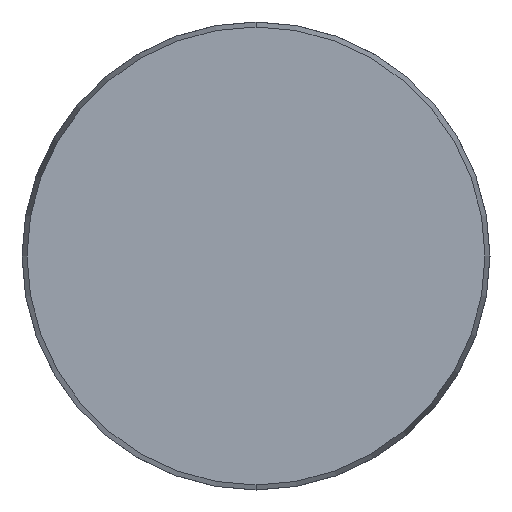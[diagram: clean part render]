
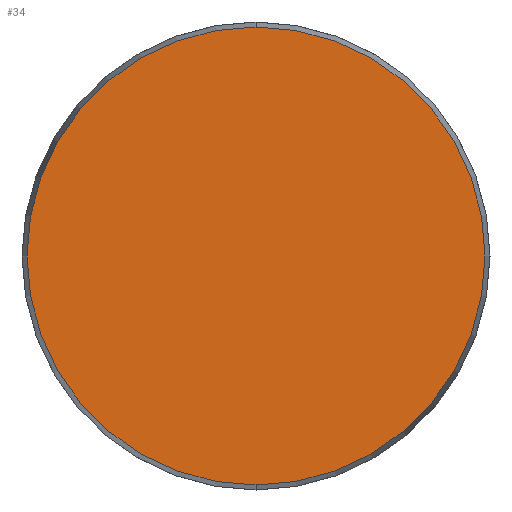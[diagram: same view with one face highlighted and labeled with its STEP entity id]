
A CAD part, front view. The second image highlights one B-rep face of the part: STEP entity #34.
In plain terms, the highlighted planar face has unit normal (0, -1, 0).
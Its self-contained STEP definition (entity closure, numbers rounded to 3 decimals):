
#21 = AXIS2_PLACEMENT_3D ( 'NONE', #530, #588, #451 ) ;
#25 = EDGE_CURVE ( 'NONE', #673, #678, #469, .T. ) ;
#28 = CARTESIAN_POINT ( 'NONE',  ( 0., 0., 0. ) ) ;
#34 = ADVANCED_FACE ( 'NONE', ( #423 ), #604, .F. ) ;
#55 = CARTESIAN_POINT ( 'NONE',  ( 0., 0., -39.143 ) ) ;
#279 = EDGE_CURVE ( 'NONE', #678, #673, #644, .T. ) ;
#280 = DIRECTION ( 'NONE',  ( 0., 1., 0. ) ) ;
#331 = ORIENTED_EDGE ( 'NONE', *, *, #279, .T. ) ;
#357 = DIRECTION ( 'NONE',  ( 0., -1., 0. ) ) ;
#359 = CARTESIAN_POINT ( 'NONE',  ( 0., 0., 39.143 ) ) ;
#414 = DIRECTION ( 'NONE',  ( 0., 0., -1. ) ) ;
#423 = FACE_OUTER_BOUND ( 'NONE', #815, .T. ) ;
#427 = DIRECTION ( 'NONE',  ( 0., 0., 1. ) ) ;
#451 = DIRECTION ( 'NONE',  ( 0., 0., -1. ) ) ;
#469 = CIRCLE ( 'NONE', #524, 39.143 ) ;
#524 = AXIS2_PLACEMENT_3D ( 'NONE', #28, #357, #414 ) ;
#530 = CARTESIAN_POINT ( 'NONE',  ( 0., 0., 0. ) ) ;
#588 = DIRECTION ( 'NONE',  ( 0., -1., 0. ) ) ;
#604 = PLANE ( 'NONE',  #833 ) ;
#644 = CIRCLE ( 'NONE', #21, 39.143 ) ;
#673 = VERTEX_POINT ( 'NONE', #359 ) ;
#678 = VERTEX_POINT ( 'NONE', #55 ) ;
#745 = ORIENTED_EDGE ( 'NONE', *, *, #25, .T. ) ;
#747 = CARTESIAN_POINT ( 'NONE',  ( -39.143, 0., 0. ) ) ;
#815 = EDGE_LOOP ( 'NONE', ( #745, #331 ) ) ;
#833 = AXIS2_PLACEMENT_3D ( 'NONE', #747, #280, #427 ) ;
